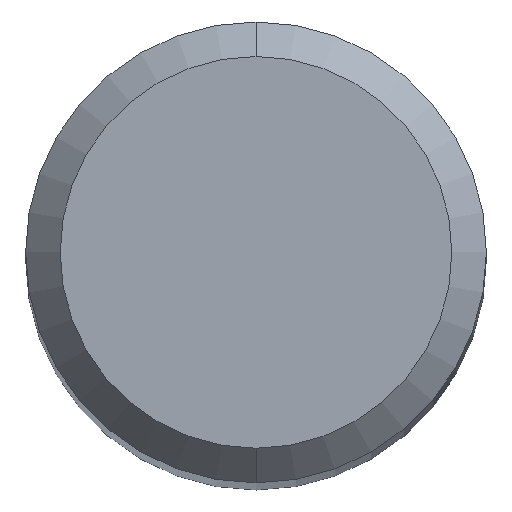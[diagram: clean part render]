
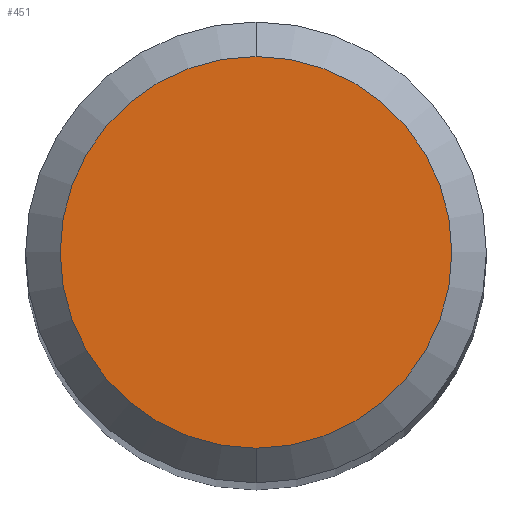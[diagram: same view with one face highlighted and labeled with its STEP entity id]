
A CAD part, top view. The second image highlights one B-rep face of the part: STEP entity #451.
In plain terms, the highlighted planar face has unit normal (0, 0, 1).
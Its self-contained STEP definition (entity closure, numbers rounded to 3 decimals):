
#451=ADVANCED_FACE('',(#1101),#1102,.T.);
#481=VERTEX_POINT('',#1137);
#661=EDGE_CURVE('',#481,#773,#1336,.T.);
#773=VERTEX_POINT('',#1454);
#783=EDGE_CURVE('',#773,#481,#1466,.T.);
#1101=FACE_OUTER_BOUND('',#2160,.T.);
#1102=PLANE('',#2161);
#1137=CARTESIAN_POINT('',(0.,-1.7,0.0));
#1336=CIRCLE('',#2795,1.7);
#1454=CARTESIAN_POINT('',(0.0,1.7,0.0));
#1466=CIRCLE('',#3239,1.7);
#2160=EDGE_LOOP('',(#4101,#4102));
#2161=AXIS2_PLACEMENT_3D('',#4103,#4104,#4105);
#2795=AXIS2_PLACEMENT_3D('',#4428,#4429,#4430);
#3239=AXIS2_PLACEMENT_3D('',#4529,#4530,#4531);
#4101=ORIENTED_EDGE('',*,*,#783,.F.);
#4102=ORIENTED_EDGE('',*,*,#661,.F.);
#4103=CARTESIAN_POINT('',(0.0,0.85,0.0));
#4104=DIRECTION('',(-0.0,0.0,1.0));
#4105=DIRECTION('',(0.0,-1.0,0.0));
#4428=CARTESIAN_POINT('',(0.0,0.0,0.0));
#4429=DIRECTION('',(0.0,0.0,-1.0));
#4430=DIRECTION('',(0.0,1.0,0.0));
#4529=CARTESIAN_POINT('',(0.0,0.0,0.0));
#4530=DIRECTION('',(0.0,0.0,-1.0));
#4531=DIRECTION('',(0.0,1.0,0.0));
